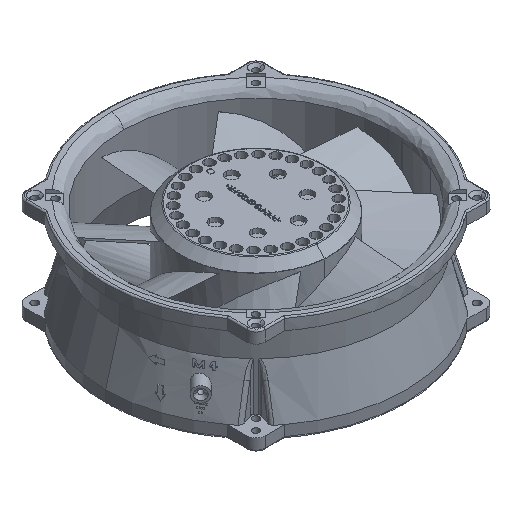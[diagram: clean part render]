
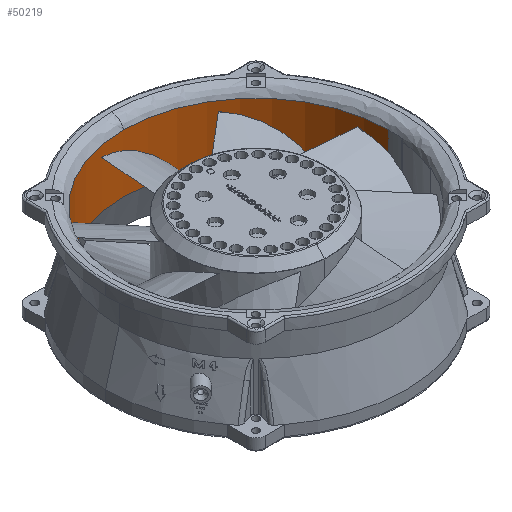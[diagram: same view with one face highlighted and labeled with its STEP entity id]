
A CAD part, isometric view. The second image highlights one B-rep face of the part: STEP entity #50219.
In plain terms, the highlighted cylindrical face has radius 88.15 mm (diameter 176.301 mm), a partial arc.
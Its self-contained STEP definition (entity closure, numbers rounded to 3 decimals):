
#45615 = CARTESIAN_POINT ( 'NONE',  ( 88.15, 0., 46.447 ) ) ;
#45616 = CARTESIAN_POINT ( 'NONE',  ( 0., 88.15, 46.447 ) ) ;
#45640 = CARTESIAN_POINT ( 'NONE',  ( -88.15, 0., 46.447 ) ) ;
#45643 = CARTESIAN_POINT ( 'NONE',  ( 88.15, 0., 7.898 ) ) ;
#45649 = CARTESIAN_POINT ( 'NONE',  ( -88.15, 0., 7.898 ) ) ;
#46716 = CIRCLE ( 'NONE', #46718, 88.15 ) ;
#46718 = AXIS2_PLACEMENT_3D ( 'NONE', #58439, #58440, #58441 ) ;
#46731 = VECTOR ( 'NONE', #58688, 1000. ) ;
#46742 = CIRCLE ( 'NONE', #46744, 88.15 ) ;
#46743 = VECTOR ( 'NONE', #58705, 1000. ) ;
#46744 = AXIS2_PLACEMENT_3D ( 'NONE', #58702, #58703, #58704 ) ;
#46745 = CIRCLE ( 'NONE', #46747, 88.15 ) ;
#46747 = AXIS2_PLACEMENT_3D ( 'NONE', #58708, #58709, #58710 ) ;
#48604 = EDGE_LOOP ( 'NONE', ( #52544, #52545, #52546, #52547, #52548 ) ) ;
#49068 = VERTEX_POINT ( 'NONE', #45615 ) ;
#49069 = VERTEX_POINT ( 'NONE', #45616 ) ;
#49093 = VERTEX_POINT ( 'NONE', #45640 ) ;
#49096 = VERTEX_POINT ( 'NONE', #45643 ) ;
#49102 = VERTEX_POINT ( 'NONE', #45649 ) ;
#50003 = EDGE_CURVE ( 'NONE', #49068, #49069, #46716, .T. ) ;
#50031 = EDGE_CURVE ( 'NONE', #49068, #49096, #58686, .T. ) ;
#50036 = EDGE_CURVE ( 'NONE', #49069, #49093, #46742, .T. ) ;
#50037 = EDGE_CURVE ( 'NONE', #49093, #49102, #58695, .T. ) ;
#50038 = EDGE_CURVE ( 'NONE', #49102, #49096, #46745, .T. ) ;
#50219 = ADVANCED_FACE ( 'NONE', ( #61518 ), #61521, .F. ) ;
#52544 = ORIENTED_EDGE ( 'NONE', *, *, #50031, .F. ) ;
#52545 = ORIENTED_EDGE ( 'NONE', *, *, #50003, .T. ) ;
#52546 = ORIENTED_EDGE ( 'NONE', *, *, #50036, .T. ) ;
#52547 = ORIENTED_EDGE ( 'NONE', *, *, #50037, .T. ) ;
#52548 = ORIENTED_EDGE ( 'NONE', *, *, #50038, .T. ) ;
#58439 = CARTESIAN_POINT ( 'NONE',  ( 0., 0., 46.447 ) ) ;
#58440 = DIRECTION ( 'NONE',  ( 0., 0., 1. ) ) ;
#58441 = DIRECTION ( 'NONE',  ( -1., 0., 0. ) ) ;
#58686 = LINE ( 'NONE', #58687, #46731 ) ;
#58687 = CARTESIAN_POINT ( 'NONE',  ( 88.15, 0., 52.902 ) ) ;
#58688 = DIRECTION ( 'NONE',  ( 0., 0., -1. ) ) ;
#58695 = LINE ( 'NONE', #58696, #46743 ) ;
#58696 = CARTESIAN_POINT ( 'NONE',  ( -88.15, 0., 52.902 ) ) ;
#58702 = CARTESIAN_POINT ( 'NONE',  ( 0., 0., 46.447 ) ) ;
#58703 = DIRECTION ( 'NONE',  ( 0., 0., 1. ) ) ;
#58704 = DIRECTION ( 'NONE',  ( -1., 0., 0. ) ) ;
#58705 = DIRECTION ( 'NONE',  ( 0., 0., -1. ) ) ;
#58708 = CARTESIAN_POINT ( 'NONE',  ( 0., 0., 7.898 ) ) ;
#58709 = DIRECTION ( 'NONE',  ( 0., 0., -1. ) ) ;
#58710 = DIRECTION ( 'NONE',  ( -1., 0., 0. ) ) ;
#61471 = DIRECTION ( 'NONE',  ( 0., 0., -1. ) ) ;
#61518 = FACE_OUTER_BOUND ( 'NONE', #48604, .T. ) ;
#61519 = CARTESIAN_POINT ( 'NONE',  ( 0., 0., 52.902 ) ) ;
#61521 = CYLINDRICAL_SURFACE ( 'NONE', #62308, 88.15 ) ;
#61522 = DIRECTION ( 'NONE',  ( -1., 0., 0. ) ) ;
#62308 = AXIS2_PLACEMENT_3D ( 'NONE', #61519, #61471, #61522 ) ;
